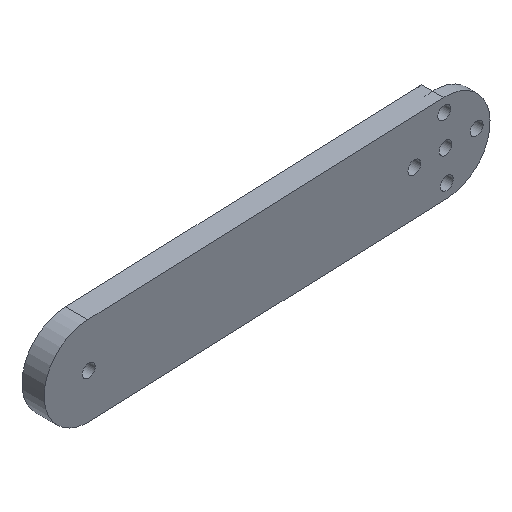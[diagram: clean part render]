
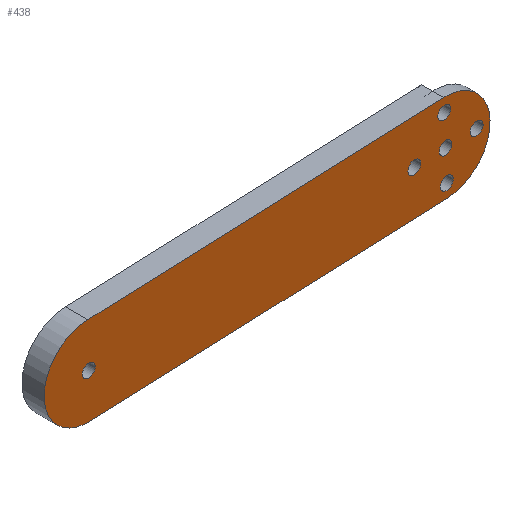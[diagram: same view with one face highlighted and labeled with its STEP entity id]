
A CAD part, isometric view. The second image highlights one B-rep face of the part: STEP entity #438.
In plain terms, the highlighted planar face has unit normal (0, -1, 0).
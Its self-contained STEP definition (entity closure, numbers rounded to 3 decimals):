
#35=CARTESIAN_POINT('',(-45.411,-69.3,1.601));
#36=VERTEX_POINT('',#35);
#43=CARTESIAN_POINT('',(34.523,-69.3,4.858));
#44=VERTEX_POINT('',#43);
#45=CARTESIAN_POINT('',(34.523,-69.3,4.858));
#46=DIRECTION('',(-0.999,0.,-0.041));
#47=VECTOR('',#46,80.);
#48=LINE('',#45,#47);
#49=EDGE_CURVE('',#44,#36,#48,.T.);
#82=CARTESIAN_POINT('',(-46.225,-69.3,21.585));
#83=VERTEX_POINT('',#82);
#90=CARTESIAN_POINT('',(-46.056,-69.3,11.583));
#91=DIRECTION('',(0.065,0.,-0.998));
#92=DIRECTION('',(0.,1.,0.));
#93=AXIS2_PLACEMENT_3D('',#90,#92,#91);
#94=CIRCLE('',#93,10.003);
#95=EDGE_CURVE('',#36,#83,#94,.T.);
#122=CARTESIAN_POINT('',(33.709,-69.3,24.842));
#123=VERTEX_POINT('',#122);
#130=CARTESIAN_POINT('',(-46.225,-69.3,21.585));
#131=DIRECTION('',(0.999,0.,0.041));
#132=VECTOR('',#131,80.);
#133=LINE('',#130,#132);
#134=EDGE_CURVE('',#83,#123,#133,.T.);
#145=CARTESIAN_POINT('',(34.116,-69.3,14.85));
#146=DIRECTION('',(-0.041,0.,0.999));
#147=DIRECTION('',(0.,1.,0.));
#148=AXIS2_PLACEMENT_3D('',#145,#147,#146);
#149=CIRCLE('',#148,10.);
#150=EDGE_CURVE('',#123,#44,#149,.T.);
#259=CARTESIAN_POINT('',(35.565,-69.3,14.909));
#260=VERTEX_POINT('',#259);
#267=CARTESIAN_POINT('',(34.116,-69.3,14.85));
#268=DIRECTION('',(0.999,-0.,0.041));
#269=DIRECTION('',(0.,1.,0.));
#270=AXIS2_PLACEMENT_3D('',#267,#269,#268);
#271=CIRCLE('',#270,1.45);
#272=EDGE_CURVE('',#260,#260,#271,.T.);
#284=CARTESIAN_POINT('',(35.28,-69.3,21.903));
#285=VERTEX_POINT('',#284);
#292=CARTESIAN_POINT('',(33.831,-69.3,21.844));
#293=DIRECTION('',(0.999,-0.,0.041));
#294=DIRECTION('',(0.,1.,0.));
#295=AXIS2_PLACEMENT_3D('',#292,#294,#293);
#296=CIRCLE('',#295,1.45);
#297=EDGE_CURVE('',#285,#285,#296,.T.);
#309=CARTESIAN_POINT('',(35.85,-69.3,7.915));
#310=VERTEX_POINT('',#309);
#317=CARTESIAN_POINT('',(34.401,-69.3,7.856));
#318=DIRECTION('',(0.999,-0.,0.041));
#319=DIRECTION('',(0.,1.,0.));
#320=AXIS2_PLACEMENT_3D('',#317,#319,#318);
#321=CIRCLE('',#320,1.45);
#322=EDGE_CURVE('',#310,#310,#321,.T.);
#334=CARTESIAN_POINT('',(28.57,-69.3,14.624));
#335=VERTEX_POINT('',#334);
#342=CARTESIAN_POINT('',(27.122,-69.3,14.565));
#343=DIRECTION('',(0.999,-0.,0.041));
#344=DIRECTION('',(0.,1.,0.));
#345=AXIS2_PLACEMENT_3D('',#342,#344,#343);
#346=CIRCLE('',#345,1.45);
#347=EDGE_CURVE('',#335,#335,#346,.T.);
#359=CARTESIAN_POINT('',(42.559,-69.3,15.194));
#360=VERTEX_POINT('',#359);
#367=CARTESIAN_POINT('',(41.11,-69.3,15.135));
#368=DIRECTION('',(0.999,-0.,0.041));
#369=DIRECTION('',(0.,1.,0.));
#370=AXIS2_PLACEMENT_3D('',#367,#369,#368);
#371=CIRCLE('',#370,1.45);
#372=EDGE_CURVE('',#360,#360,#371,.T.);
#401=CARTESIAN_POINT('',(-4.348,-69.3,-26.627));
#402=DIRECTION('',(0.999,0.,0.041));
#403=DIRECTION('',(-0.,1.,0.));
#404=AXIS2_PLACEMENT_3D('',#401,#403,#402);
#405=PLANE('',#404);
#406=ORIENTED_EDGE('',*,*,#150,.T.);
#407=ORIENTED_EDGE('',*,*,#49,.T.);
#408=ORIENTED_EDGE('',*,*,#95,.T.);
#409=ORIENTED_EDGE('',*,*,#134,.T.);
#410=EDGE_LOOP('',(#406,#407,#408,#409));
#411=FACE_OUTER_BOUND('',#410,.F.);
#412=CARTESIAN_POINT('',(-44.606,-69.3,11.583));
#413=VERTEX_POINT('',#412);
#414=CARTESIAN_POINT('',(-46.056,-69.3,11.583));
#415=DIRECTION('',(1.,0.,0.));
#416=DIRECTION('',(0.,1.,0.));
#417=AXIS2_PLACEMENT_3D('',#414,#416,#415);
#418=CIRCLE('',#417,1.45);
#419=EDGE_CURVE('',#413,#413,#418,.T.);
#420=ORIENTED_EDGE('E34',*,*,#419,.F.);
#421=EDGE_LOOP('',(#420));
#422=FACE_BOUND('',#421,.F.);
#423=ORIENTED_EDGE('',*,*,#272,.F.);
#424=EDGE_LOOP('',(#423));
#425=FACE_BOUND('',#424,.F.);
#426=ORIENTED_EDGE('',*,*,#297,.F.);
#427=EDGE_LOOP('',(#426));
#428=FACE_BOUND('',#427,.F.);
#429=ORIENTED_EDGE('',*,*,#322,.F.);
#430=EDGE_LOOP('',(#429));
#431=FACE_BOUND('',#430,.F.);
#432=ORIENTED_EDGE('',*,*,#347,.F.);
#433=EDGE_LOOP('',(#432));
#434=FACE_BOUND('',#433,.F.);
#435=ORIENTED_EDGE('',*,*,#372,.F.);
#436=EDGE_LOOP('',(#435));
#437=FACE_BOUND('',#436,.F.);
#438=ADVANCED_FACE('F2',(#411,#422,#425,#428,#431,#434,#437),#405,.F.);
